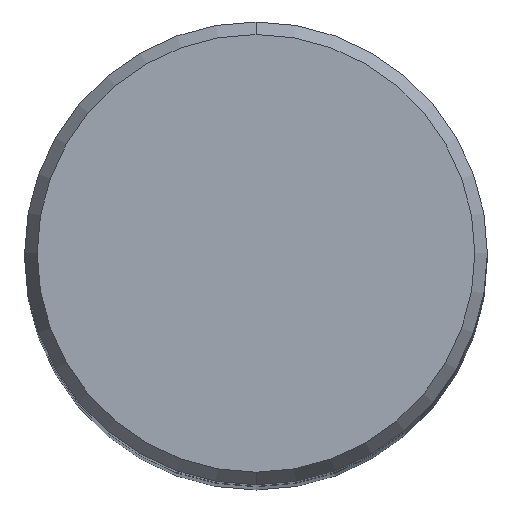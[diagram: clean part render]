
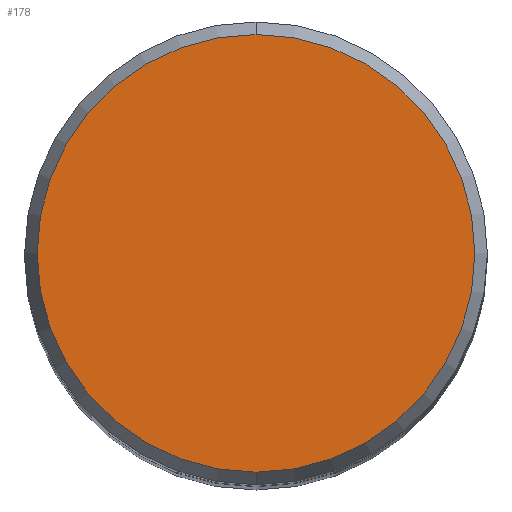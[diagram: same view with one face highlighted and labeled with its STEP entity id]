
A CAD part, top view. The second image highlights one B-rep face of the part: STEP entity #178.
In plain terms, the highlighted planar face has unit normal (0, 0, 1).
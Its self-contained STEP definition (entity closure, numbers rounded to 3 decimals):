
#104=VERTEX_POINT('',#228);
#136=EDGE_CURVE('',#168,#104,#265,.T.);
#166=EDGE_CURVE('',#104,#168,#298,.T.);
#168=VERTEX_POINT('',#300);
#178=ADVANCED_FACE('',(#311),#312,.T.);
#228=CARTESIAN_POINT('',(0.0,12.012,0.01));
#265=CIRCLE('',#406,12.012);
#298=CIRCLE('',#449,12.012);
#300=CARTESIAN_POINT('',(0.,-12.012,0.01));
#311=FACE_OUTER_BOUND('',#463,.T.);
#312=PLANE('',#464);
#406=AXIS2_PLACEMENT_3D('',#546,#547,#548);
#449=AXIS2_PLACEMENT_3D('',#592,#593,#594);
#463=EDGE_LOOP('',(#607,#608));
#464=AXIS2_PLACEMENT_3D('',#609,#610,#611);
#546=CARTESIAN_POINT('',(0.0,0.0,0.01));
#547=DIRECTION('',(0.0,0.0,-1.0));
#548=DIRECTION('',(0.0,1.0,0.0));
#592=CARTESIAN_POINT('',(0.0,0.0,0.01));
#593=DIRECTION('',(0.0,0.0,-1.0));
#594=DIRECTION('',(0.0,1.0,0.0));
#607=ORIENTED_EDGE('',*,*,#166,.F.);
#608=ORIENTED_EDGE('',*,*,#136,.F.);
#609=CARTESIAN_POINT('',(0.0,6.006,0.01));
#610=DIRECTION('',(-0.0,0.0,1.0));
#611=DIRECTION('',(0.0,-1.0,0.0));
